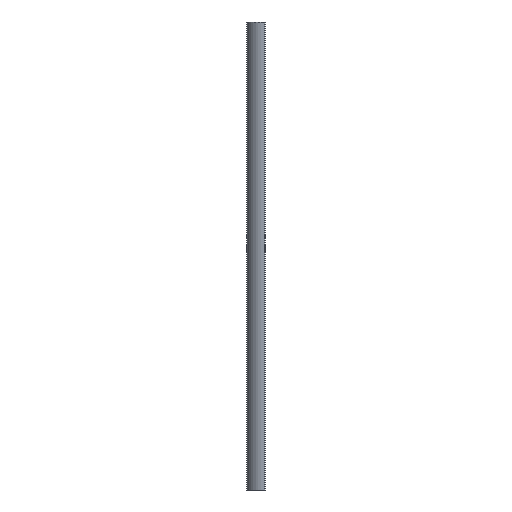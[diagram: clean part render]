
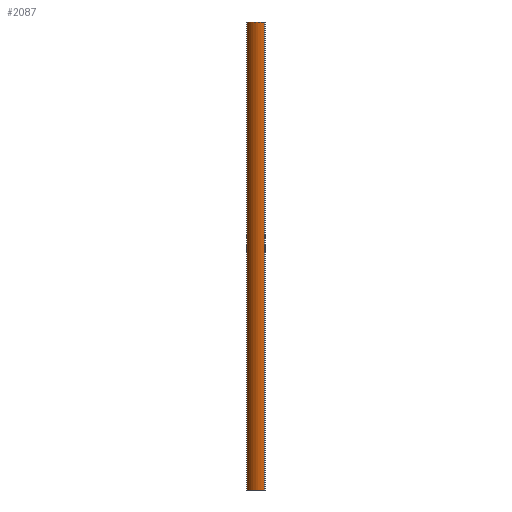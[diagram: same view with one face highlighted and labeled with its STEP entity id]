
A CAD part, left-side view. The second image highlights one B-rep face of the part: STEP entity #2087.
In plain terms, the highlighted cylindrical face has radius 40.053 mm (diameter 80.105 mm), a partial arc.
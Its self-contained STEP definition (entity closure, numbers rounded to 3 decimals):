
#29 = EDGE_LOOP ( 'NONE', ( #2711, #5557, #5447, #5528 ) ) ;
#105 = VERTEX_POINT ( 'NONE', #3920 ) ;
#136 = CYLINDRICAL_SURFACE ( 'NONE', #5350, 40.053 ) ;
#316 = DIRECTION ( 'NONE',  ( 0., 0., 1. ) ) ;
#1022 = EDGE_CURVE ( 'NONE', #2627, #1163, #2033, .T. ) ;
#1163 = VERTEX_POINT ( 'NONE', #4906 ) ;
#1223 = CARTESIAN_POINT ( 'NONE',  ( 20., -20., -1000. ) ) ;
#1568 = DIRECTION ( 'NONE',  ( 1., 0., 0. ) ) ;
#1614 = DIRECTION ( 'NONE',  ( 0., 0., 1. ) ) ;
#1711 = AXIS2_PLACEMENT_3D ( 'NONE', #4276, #5032, #2007 ) ;
#1781 = LINE ( 'NONE', #4697, #2252 ) ;
#1876 = CARTESIAN_POINT ( 'NONE',  ( 20., -20., -1000. ) ) ;
#2007 = DIRECTION ( 'NONE',  ( 1., 0., 0. ) ) ;
#2033 = LINE ( 'NONE', #3759, #3663 ) ;
#2087 = ADVANCED_FACE ( 'NONE', ( #4031 ), #136, .T. ) ;
#2252 = VECTOR ( 'NONE', #3429, 1000. ) ;
#2257 = CIRCLE ( 'NONE', #1711, 40.053 ) ;
#2445 = DIRECTION ( 'NONE',  ( 1., 0., 0. ) ) ;
#2627 = VERTEX_POINT ( 'NONE', #5502 ) ;
#2711 = ORIENTED_EDGE ( 'NONE', *, *, #3159, .F. ) ;
#3159 = EDGE_CURVE ( 'NONE', #1163, #4578, #2257, .T. ) ;
#3429 = DIRECTION ( 'NONE',  ( 0., 0., 1. ) ) ;
#3605 = DIRECTION ( 'NONE',  ( 0., 0., 1. ) ) ;
#3663 = VECTOR ( 'NONE', #1614, 1000. ) ;
#3759 = CARTESIAN_POINT ( 'NONE',  ( 17.895, 19.997, -1000. ) ) ;
#3920 = CARTESIAN_POINT ( 'NONE',  ( -19.997, -17.895, -1000. ) ) ;
#3960 = AXIS2_PLACEMENT_3D ( 'NONE', #1223, #316, #1568 ) ;
#4031 = FACE_OUTER_BOUND ( 'NONE', #29, .T. ) ;
#4172 = CARTESIAN_POINT ( 'NONE',  ( -19.997, -17.895, 0. ) ) ;
#4276 = CARTESIAN_POINT ( 'NONE',  ( 20., -20., 0. ) ) ;
#4494 = CIRCLE ( 'NONE', #3960, 40.053 ) ;
#4578 = VERTEX_POINT ( 'NONE', #4172 ) ;
#4663 = EDGE_CURVE ( 'NONE', #2627, #105, #4494, .T. ) ;
#4697 = CARTESIAN_POINT ( 'NONE',  ( -19.997, -17.895, -1000. ) ) ;
#4906 = CARTESIAN_POINT ( 'NONE',  ( 17.895, 19.997, 0. ) ) ;
#5032 = DIRECTION ( 'NONE',  ( 0., 0., 1. ) ) ;
#5094 = EDGE_CURVE ( 'NONE', #105, #4578, #1781, .T. ) ;
#5350 = AXIS2_PLACEMENT_3D ( 'NONE', #1876, #3605, #2445 ) ;
#5447 = ORIENTED_EDGE ( 'NONE', *, *, #4663, .T. ) ;
#5502 = CARTESIAN_POINT ( 'NONE',  ( 17.895, 19.997, -1000. ) ) ;
#5528 = ORIENTED_EDGE ( 'NONE', *, *, #5094, .T. ) ;
#5557 = ORIENTED_EDGE ( 'NONE', *, *, #1022, .F. ) ;
